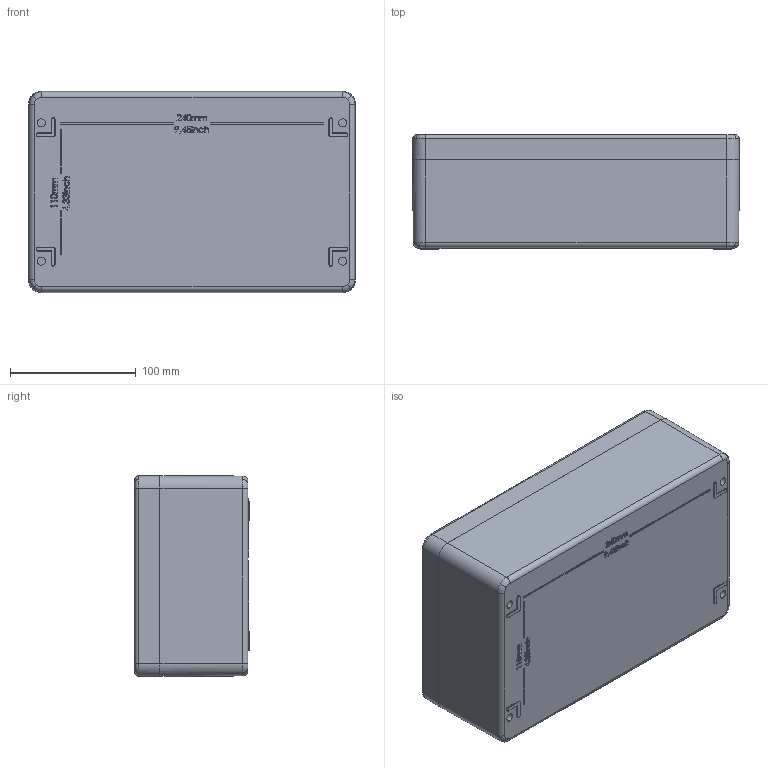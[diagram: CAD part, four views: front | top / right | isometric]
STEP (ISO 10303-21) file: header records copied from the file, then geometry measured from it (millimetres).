
FILE_DESCRIPTION (( 'STEP AP214' ), '1' );
FILE_NAME ('26162609.STEP', '2017-06-08T12:41:24', ( 'Macha' ), ( 'Hewlett-Packard Company' ), 'SwSTEP 2.0', 'SolidWorks 2015', '' );
FILE_SCHEMA (( 'AUTOMOTIVE_DESIGN' ));
Length unit declared in the file: millimetre
Products named in the file (9): 26162609; 23047-Unterteil; 86224; 86222; 23047-Deckel; 93135; 82015_780; 92684
Assembly tree (19 placements, depth 3):
  26162609
    23047-Unterteil
      23047-Unterteil
      86224  x4
      86222  x6
    23047-Deckel
    93135  x4
    82015_780
    92684
Bounding box: 260 x 91 x 160 mm (x, y, z)
Volume: 966785.3 mm3; surface area: 330413.1 mm2
Topology: 18 solids, 18 shells, 1687 faces, 4197 edges, 2636 vertices
Faces by surface type: plane 732, bspline 381, cylinder 266, cone 200, torus 100, sphere 8
Entity records: 56197 total; most frequent: CARTESIAN_POINT 26912, ORIENTED_EDGE 6610, DIRECTION 5005, EDGE_CURVE 3305, VERTEX_POINT 2098, VECTOR 1799, LINE 1799, AXIS2_PLACEMENT_3D 1603
